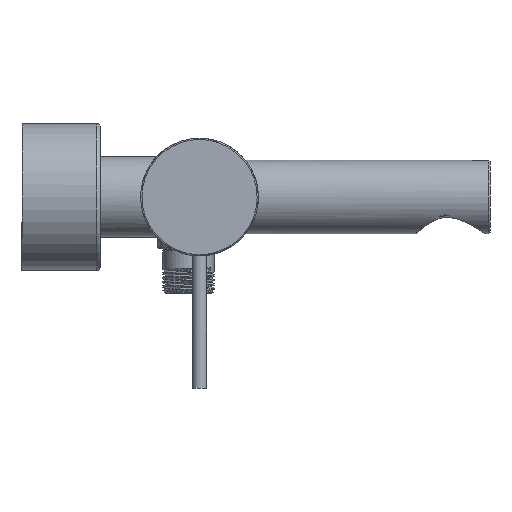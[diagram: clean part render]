
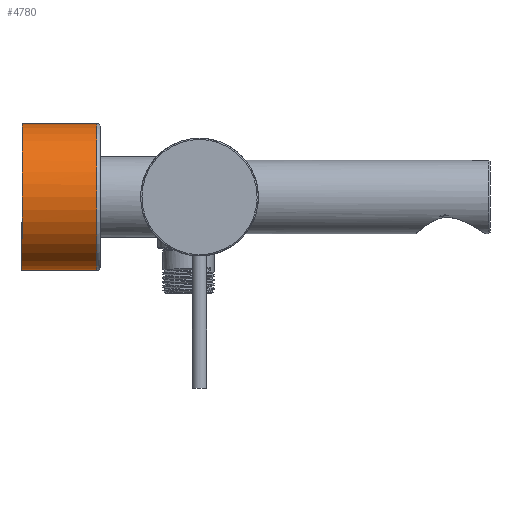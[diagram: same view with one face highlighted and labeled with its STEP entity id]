
A CAD part, left-side view. The second image highlights one B-rep face of the part: STEP entity #4780.
In plain terms, the highlighted cylindrical face has radius 29.9 mm (diameter 59.8 mm), a full revolution.
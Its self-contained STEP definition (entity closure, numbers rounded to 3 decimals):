
#433=LINE('',#8487,#660);
#660=VECTOR('',#6122,29.9);
#875=CYLINDRICAL_SURFACE('',#5310,29.9);
#1041=FACE_OUTER_BOUND('',#1382,.T.);
#1382=EDGE_LOOP('',(#3381,#3382,#3383,#3384,#3385));
#1746=CIRCLE('',#5308,29.9);
#1747=CIRCLE('',#5309,29.9);
#1748=CIRCLE('',#5311,29.9);
#2133=VERTEX_POINT('',#8480);
#2134=VERTEX_POINT('',#8482);
#2135=VERTEX_POINT('',#8486);
#2587=EDGE_CURVE('',#2134,#2133,#1746,.T.);
#2588=EDGE_CURVE('',#2133,#2134,#1747,.T.);
#2589=EDGE_CURVE('',#2134,#2135,#433,.T.);
#2590=EDGE_CURVE('',#2135,#2135,#1748,.T.);
#3381=ORIENTED_EDGE('',*,*,#2587,.T.);
#3382=ORIENTED_EDGE('',*,*,#2588,.T.);
#3383=ORIENTED_EDGE('',*,*,#2589,.T.);
#3384=ORIENTED_EDGE('',*,*,#2590,.F.);
#3385=ORIENTED_EDGE('',*,*,#2589,.F.);
#4780=ADVANCED_FACE('',(#1041),#875,.T.);
#5308=AXIS2_PLACEMENT_3D('',#8483,#6116,#6117);
#5309=AXIS2_PLACEMENT_3D('',#8484,#6118,#6119);
#5310=AXIS2_PLACEMENT_3D('',#8485,#6120,#6121);
#5311=AXIS2_PLACEMENT_3D('',#8488,#6123,#6124);
#6116=DIRECTION('center_axis',(0.,-1.,0.));
#6117=DIRECTION('ref_axis',(-1.,0.,0.));
#6118=DIRECTION('center_axis',(0.,-1.,0.));
#6119=DIRECTION('ref_axis',(-1.,0.,0.));
#6120=DIRECTION('center_axis',(0.,1.,0.));
#6121=DIRECTION('ref_axis',(1.,0.,0.));
#6122=DIRECTION('',(0.,-1.,0.));
#6123=DIRECTION('center_axis',(0.,-1.,0.));
#6124=DIRECTION('ref_axis',(-1.,0.,0.));
#8480=CARTESIAN_POINT('',(29.9,30.5,-0.148));
#8482=CARTESIAN_POINT('',(-29.9,30.5,0.));
#8483=CARTESIAN_POINT('Origin',(0.,30.5,0.));
#8484=CARTESIAN_POINT('Origin',(0.,30.5,0.));
#8485=CARTESIAN_POINT('Origin',(0.,-1.6,0.));
#8486=CARTESIAN_POINT('',(-29.9,0.,0.));
#8487=CARTESIAN_POINT('',(-29.9,-1.6,0.));
#8488=CARTESIAN_POINT('Origin',(0.,0.,0.));
